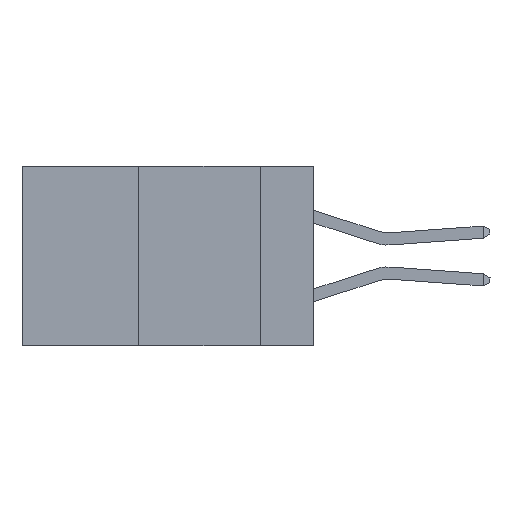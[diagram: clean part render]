
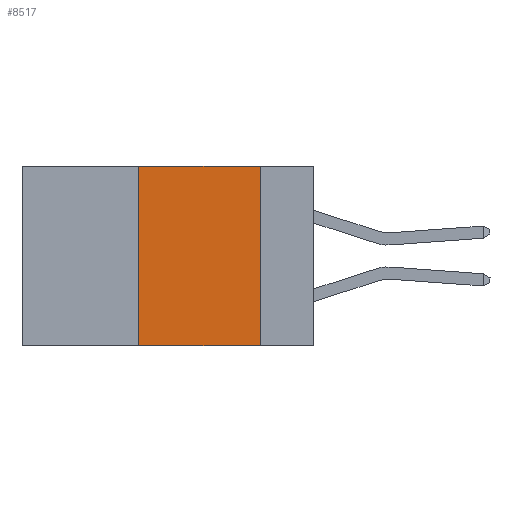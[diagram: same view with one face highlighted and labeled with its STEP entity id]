
A CAD part, left-side view. The second image highlights one B-rep face of the part: STEP entity #8517.
In plain terms, the highlighted planar face has unit normal (-1, 0, 0).
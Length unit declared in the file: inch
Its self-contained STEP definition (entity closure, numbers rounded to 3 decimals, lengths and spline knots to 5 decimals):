
#31 = ORIENTED_EDGE ( 'NONE', *, *, #14688, .F. ) ;
#252 = VERTEX_POINT ( 'NONE', #12949 ) ;
#339 = VECTOR ( 'NONE', #12020, 39.37008 ) ;
#1115 = VECTOR ( 'NONE', #9350, 39.37008 ) ;
#1399 = PLANE ( 'NONE',  #1587 ) ;
#1587 = AXIS2_PLACEMENT_3D ( 'NONE', #8596, #2685, #10760 ) ;
#1857 = DIRECTION ( 'NONE',  ( 0., 0., -1. ) ) ;
#2401 = VERTEX_POINT ( 'NONE', #2424 ) ;
#2424 = CARTESIAN_POINT ( 'NONE',  ( 0., 0.36, -0.37 ) ) ;
#2685 = DIRECTION ( 'NONE',  ( 1., 0., 0. ) ) ;
#3426 = FACE_OUTER_BOUND ( 'NONE', #14474, .T. ) ;
#3546 = CARTESIAN_POINT ( 'NONE',  ( 0., 0.36, 0. ) ) ;
#3687 = LINE ( 'NONE', #7671, #339 ) ;
#3905 = LINE ( 'NONE', #11812, #6695 ) ;
#5863 = ORIENTED_EDGE ( 'NONE', *, *, #6855, .F. ) ;
#6310 = VECTOR ( 'NONE', #1857, 39.37008 ) ;
#6600 = ORIENTED_EDGE ( 'NONE', *, *, #12539, .T. ) ;
#6649 = VERTEX_POINT ( 'NONE', #10803 ) ;
#6695 = VECTOR ( 'NONE', #12898, 39.37008 ) ;
#6834 = LINE ( 'NONE', #3546, #1115 ) ;
#6855 = EDGE_CURVE ( 'NONE', #252, #6649, #12142, .T. ) ;
#7271 = CARTESIAN_POINT ( 'NONE',  ( 0., 0.36, 0. ) ) ;
#7671 = CARTESIAN_POINT ( 'NONE',  ( 0., 0.6, 0. ) ) ;
#8402 = VERTEX_POINT ( 'NONE', #7271 ) ;
#8517 = ADVANCED_FACE ( 'NONE', ( #3426 ), #1399, .F. ) ;
#8596 = CARTESIAN_POINT ( 'NONE',  ( 0., 0.6, 0. ) ) ;
#8914 = ORIENTED_EDGE ( 'NONE', *, *, #13479, .F. ) ;
#9350 = DIRECTION ( 'NONE',  ( 0., 0., 1. ) ) ;
#10109 = CARTESIAN_POINT ( 'NONE',  ( 0., 0.11, 0. ) ) ;
#10760 = DIRECTION ( 'NONE',  ( 0., 0., -1. ) ) ;
#10803 = CARTESIAN_POINT ( 'NONE',  ( 0., 0.11, -0.37 ) ) ;
#11812 = CARTESIAN_POINT ( 'NONE',  ( 0., 0.6, -0.37 ) ) ;
#12020 = DIRECTION ( 'NONE',  ( 0., -1., 0. ) ) ;
#12142 = LINE ( 'NONE', #10109, #6310 ) ;
#12539 = EDGE_CURVE ( 'NONE', #2401, #6649, #3905, .T. ) ;
#12898 = DIRECTION ( 'NONE',  ( 0., -1., 0. ) ) ;
#12949 = CARTESIAN_POINT ( 'NONE',  ( 0., 0.11, 0. ) ) ;
#13479 = EDGE_CURVE ( 'NONE', #8402, #252, #3687, .T. ) ;
#14474 = EDGE_LOOP ( 'NONE', ( #5863, #8914, #31, #6600 ) ) ;
#14688 = EDGE_CURVE ( 'NONE', #2401, #8402, #6834, .T. ) ;
